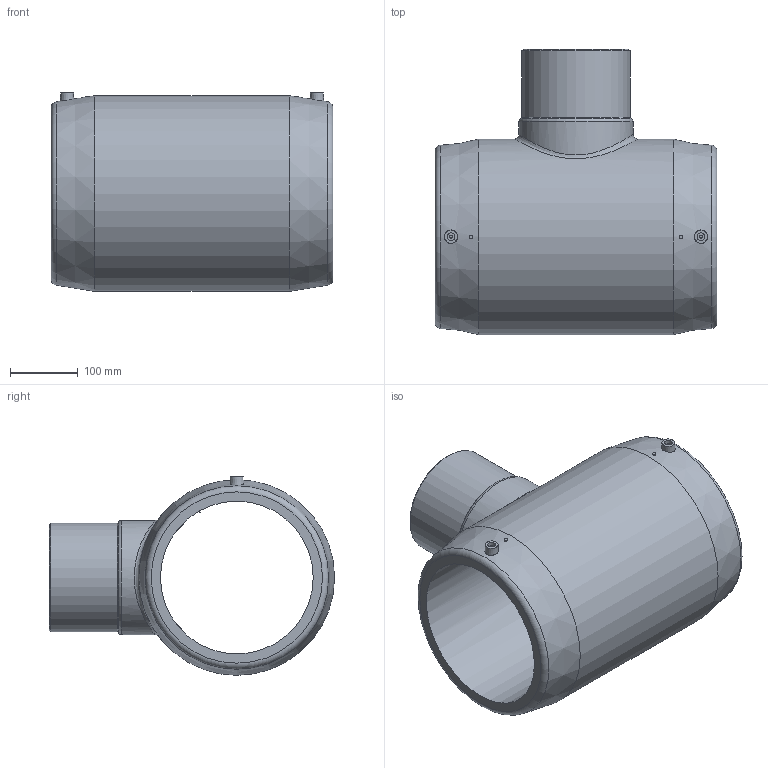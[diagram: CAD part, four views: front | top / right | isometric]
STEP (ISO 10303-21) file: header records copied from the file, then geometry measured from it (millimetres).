
FILE_DESCRIPTION(/* description */ ('Unknown'),/* implementation_level */ '2;1');
FILE_NAME(/* name */ 'TREP225160C',/* time_stamp */ '2020-12-16T08:36:49+01:00',/* author */ ('Unknown'),/* organization */ ('Unknown'),/* preprocessor_version */ 'ST-DEVELOPER v16.7',/* originating_system */ 'Solid Edge',/* authorisation */ 'Unknown');
FILE_SCHEMA (('AUTOMOTIVE_DESIGN {1 0 10303 214 3 1 1}'));
Length unit declared in the file: millimetre
Products named in the file (1): TREP225160C
Bounding box: 415 x 420 x 292.5 mm (x, y, z)
Volume: 10536209.7 mm3; surface area: 812108.5 mm2
Topology: 1 solids, 1 shells, 37 faces, 80 edges, 51 vertices
Faces by surface type: plane 16, cylinder 11, cone 6, torus 3, bspline 1
Full cylindrical faces by diameter (mm): 4 x2, 5 x2, 11.5 x2, 130.8 x1, 160 x1, 168 x1, 225 x1, 288 x1
Entity records: 1262 total; most frequent: CARTESIAN_POINT 575, DIRECTION 140, ORIENTED_EDGE 90, EDGE_LOOP 72, FACE_BOUND 72, AXIS2_PLACEMENT_3D 65, EDGE_CURVE 45, VERTEX_POINT 41
